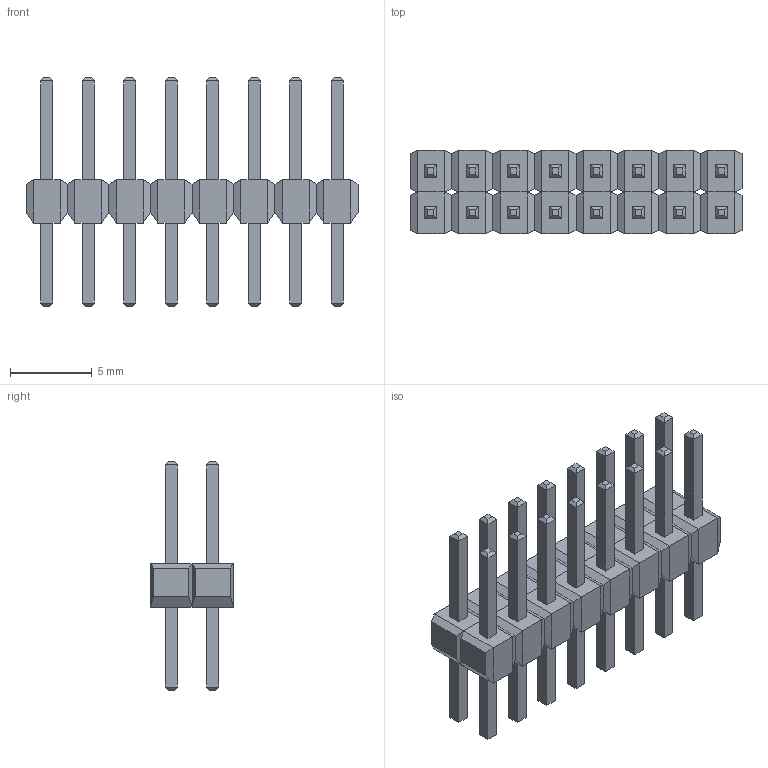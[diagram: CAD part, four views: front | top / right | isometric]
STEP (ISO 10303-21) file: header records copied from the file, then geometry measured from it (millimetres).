
FILE_DESCRIPTION(('STEP AP214'),'1');
FILE_NAME('67996-416HLF','2019-09-29T20:14:47',(''),(''),'','','');
FILE_SCHEMA(('AUTOMOTIVE_DESIGN'));
Length unit declared in the file: millimetre
Products named in the file (1): product
Bounding box: 20.32 x 5.08 x 13.97 mm (x, y, z)
Surface area: 1032.4 mm2 (no closed solid volume)
Topology: 0 solids, 516 shells, 516 faces, 2064 edges, 2064 vertices
Faces by surface type: plane 516
Entity records: 23279 total; most frequent: CARTESIAN_POINT 4645, VERTEX_POINT 4128, DIRECTION 3098, ORIENTED_EDGE 2064, EDGE_CURVE 2064, LINE 2064, VECTOR 2064, AXIS2_PLACEMENT_3D 517
